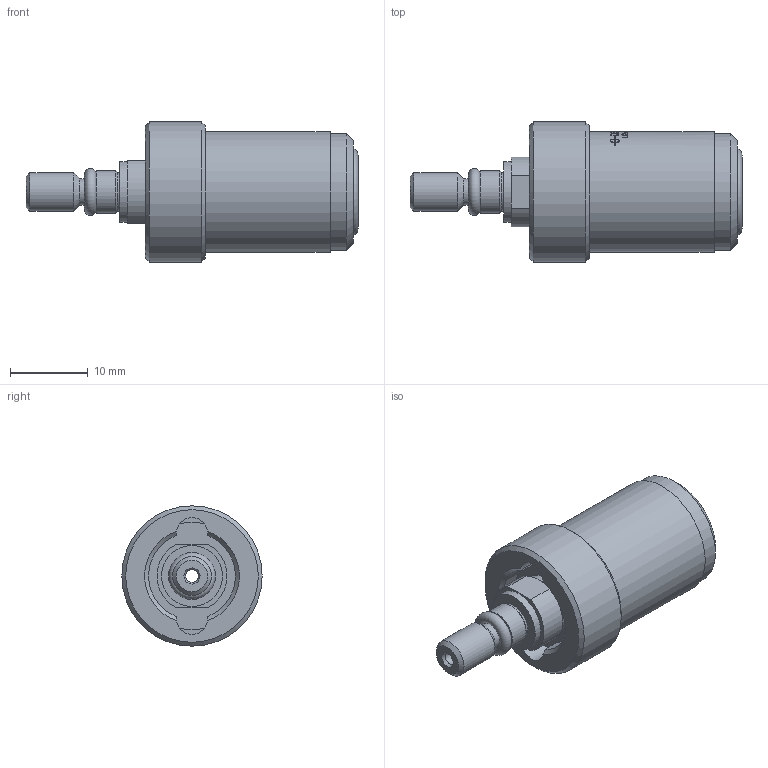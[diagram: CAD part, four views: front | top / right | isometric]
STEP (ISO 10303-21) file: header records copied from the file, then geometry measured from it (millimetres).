
FILE_DESCRIPTION(/* description */ (''),/* implementation_level */ '2;1');
FILE_NAME(/* name */ '1121-910-913-IC_Rev_E.stp',/* time_stamp */ '2020-05-14T15:58:22-05:00',/* author */ ('moorera'),/* organization */ (''),/* preprocessor_version */ 'ST-DEVELOPER v18.1',/* originating_system */ 'Autodesk Inventor 2020',/* authorisation */ '');
FILE_SCHEMA (('AUTOMOTIVE_DESIGN { 1 0 10303 214 3 1 1 }'));
Products named in the file (1): 1121-910-913-IC_Rev_E
Bounding box: 42.58 x 18 x 18 mm (x, y, z)
Volume: 5618.6 mm3; surface area: 2752.6 mm2
Topology: 1 solids, 1 shells, 408 faces, 1099 edges, 733 vertices
Faces by surface type: bspline 184, plane 153, cylinder 55, cone 11, torus 5
Full cylindrical faces by diameter (mm): 1.6 x1, 3.4 x1, 4.1 x1, 4.134 x1, 5 x1, 5.5 x1, 6.2 x1, 7.8 x2, 11 x1, 15 x1, 15.5 x1, 18 x1
Entity records: 54180 total; most frequent: CARTESIAN_POINT 44294, ORIENTED_EDGE 2198, DIRECTION 1545, EDGE_CURVE 1099, VERTEX_POINT 733, AXIS2_PLACEMENT_3D 545, LINE 455, VECTOR 455
